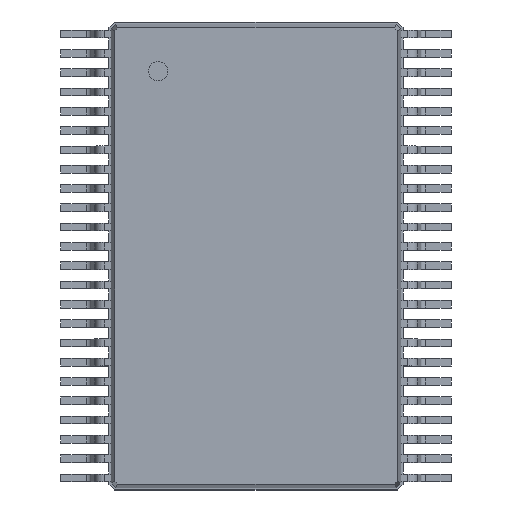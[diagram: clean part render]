
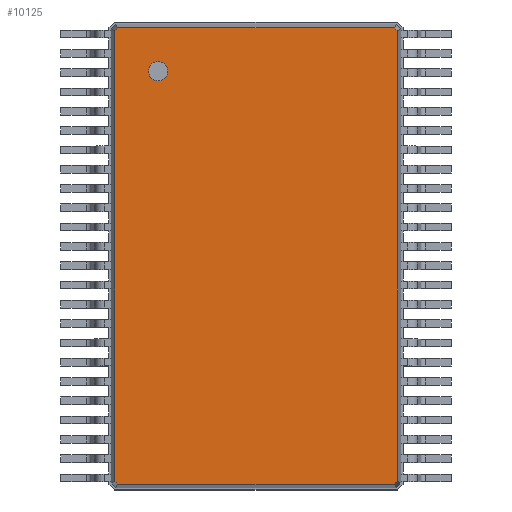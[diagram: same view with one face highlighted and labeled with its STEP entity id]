
A CAD part, top view. The second image highlights one B-rep face of the part: STEP entity #10125.
In plain terms, the highlighted planar face has unit normal (0, 0, 1).
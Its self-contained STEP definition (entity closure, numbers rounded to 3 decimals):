
#13=DIRECTION('',(0.,0.,1.));
#27=VECTOR('',#28,1.);
#28=DIRECTION('',(1.,0.,0.));
#51=VECTOR('',#52,1.);
#52=DIRECTION('',(0.707,-0.707,0.));
#58=VECTOR('',#59,1.);
#59=DIRECTION('',(0.,-1.,0.));
#65=VECTOR('',#66,1.);
#66=DIRECTION('',(-0.707,-0.707,0.));
#72=VECTOR('',#73,1.);
#73=DIRECTION('',(-1.,0.,0.));
#79=VECTOR('',#80,1.);
#80=DIRECTION('',(-0.707,0.707,0.));
#86=VECTOR('',#87,1.);
#87=DIRECTION('',(0.,1.,0.));
#91=VECTOR('',#92,1.);
#92=DIRECTION('',(0.707,0.707,0.));
#2832=VERTEX_POINT('',#2833);
#2833=CARTESIAN_POINT('',(-2.929,4.669,1.2));
#2835=ORIENTED_EDGE('',*,*,#2836,.F.);
#2836=EDGE_CURVE('',#2837,#2832,#2839,.T.);
#2837=VERTEX_POINT('',#2838);
#2838=CARTESIAN_POINT('',(-2.929,-4.669,1.2));
#2839=LINE('',#2838,#86);
#2850=VERTEX_POINT('',#2851);
#2851=CARTESIAN_POINT('',(-2.869,4.729,1.2));
#2853=ORIENTED_EDGE('',*,*,#2854,.F.);
#2854=EDGE_CURVE('',#2832,#2850,#2855,.T.);
#2855=LINE('',#2833,#91);
#2864=VERTEX_POINT('',#2865);
#2865=CARTESIAN_POINT('',(2.869,4.729,1.2));
#2867=ORIENTED_EDGE('',*,*,#2868,.F.);
#2868=EDGE_CURVE('',#2850,#2864,#2869,.T.);
#2869=LINE('',#2851,#27);
#2878=VERTEX_POINT('',#2879);
#2879=CARTESIAN_POINT('',(2.929,4.669,1.2));
#2881=ORIENTED_EDGE('',*,*,#2882,.F.);
#2882=EDGE_CURVE('',#2864,#2878,#2883,.T.);
#2883=LINE('',#2865,#51);
#3084=VERTEX_POINT('',#3085);
#3085=CARTESIAN_POINT('',(2.929,-4.669,1.2));
#3087=ORIENTED_EDGE('',*,*,#3088,.F.);
#3088=EDGE_CURVE('',#2878,#3084,#3089,.T.);
#3089=LINE('',#2879,#58);
#10125=ADVANCED_FACE('',(#10126,#10141),#10151,.T.);
#10126=FACE_BOUND('',#10127,.T.);
#10127=EDGE_LOOP('',(#2867,#2853,#2835,#10128,#10133,#10138,#3087,#2881));
#10128=ORIENTED_EDGE('',*,*,#10129,.F.);
#10129=EDGE_CURVE('',#10130,#2837,#10132,.T.);
#10130=VERTEX_POINT('',#10131);
#10131=CARTESIAN_POINT('',(-2.869,-4.729,1.2));
#10132=LINE('',#10131,#79);
#10133=ORIENTED_EDGE('',*,*,#10134,.F.);
#10134=EDGE_CURVE('',#10135,#10130,#10137,.T.);
#10135=VERTEX_POINT('',#10136);
#10136=CARTESIAN_POINT('',(2.869,-4.729,1.2));
#10137=LINE('',#10136,#72);
#10138=ORIENTED_EDGE('',*,*,#10139,.F.);
#10139=EDGE_CURVE('',#3084,#10135,#10140,.T.);
#10140=LINE('',#3085,#65);
#10141=FACE_BOUND('',#10142,.T.);
#10142=EDGE_LOOP('',(#10143));
#10143=ORIENTED_EDGE('',*,*,#10144,.T.);
#10144=EDGE_CURVE('',#10145,#10145,#10147,.T.);
#10145=VERTEX_POINT('',#10146);
#10146=CARTESIAN_POINT('',(-2.029,3.629,1.2));
#10147=CIRCLE('',#10148,0.2);
#10148=AXIS2_PLACEMENT_3D('',#10149,#10150,#59);
#10149=CARTESIAN_POINT('',(-2.029,3.829,1.2));
#10150=DIRECTION('',(0.,-0.,-1.));
#10151=PLANE('',#10152);
#10152=AXIS2_PLACEMENT_3D('',#2851,#13,#10153);
#10153=DIRECTION('',(0.519,-0.855,0.));
